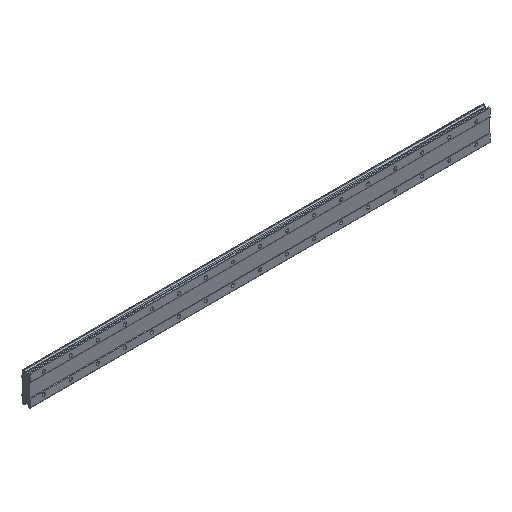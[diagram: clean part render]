
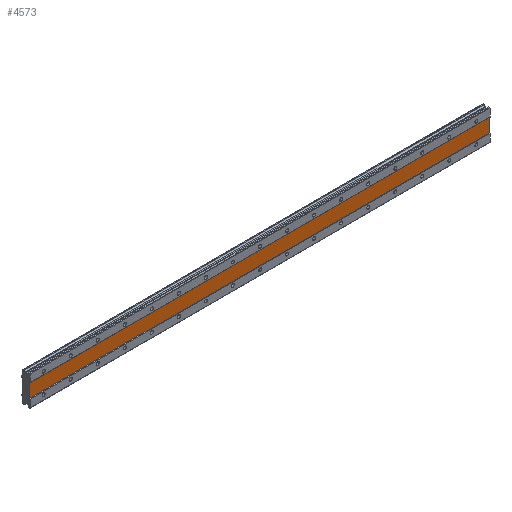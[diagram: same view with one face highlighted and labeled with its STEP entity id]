
A CAD part, isometric view. The second image highlights one B-rep face of the part: STEP entity #4573.
In plain terms, the highlighted planar face has unit normal (0, -1, 0).
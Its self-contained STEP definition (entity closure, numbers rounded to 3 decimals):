
#275 = CARTESIAN_POINT ( 'NONE',  ( -40., 1., -20. ) ) ;
#286 = VECTOR ( 'NONE', #3176, 1000. ) ;
#382 = CARTESIAN_POINT ( 'NONE',  ( -40., 1., 20. ) ) ;
#771 = CARTESIAN_POINT ( 'NONE',  ( -40., 1., 20. ) ) ;
#817 = LINE ( 'NONE', #1179, #5608 ) ;
#977 = DIRECTION ( 'NONE',  ( 0., 0., 1. ) ) ;
#997 = CARTESIAN_POINT ( 'NONE',  ( 1320., 1., -20. ) ) ;
#1072 = DIRECTION ( 'NONE',  ( 1., 0., 0. ) ) ;
#1179 = CARTESIAN_POINT ( 'NONE',  ( 1320., 1., 20. ) ) ;
#1339 = VECTOR ( 'NONE', #2995, 1000. ) ;
#1489 = FACE_OUTER_BOUND ( 'NONE', #2342, .T. ) ;
#1580 = DIRECTION ( 'NONE',  ( 0., 1., 0. ) ) ;
#1591 = VECTOR ( 'NONE', #1072, 1000. ) ;
#2156 = AXIS2_PLACEMENT_3D ( 'NONE', #6007, #1580, #977 ) ;
#2342 = EDGE_LOOP ( 'NONE', ( #3059, #5461, #3220, #3809 ) ) ;
#2630 = EDGE_CURVE ( 'NONE', #5853, #5231, #817, .T. ) ;
#2803 = CARTESIAN_POINT ( 'NONE',  ( 1320., 1., -20. ) ) ;
#2995 = DIRECTION ( 'NONE',  ( 0., 0., 1. ) ) ;
#3059 = ORIENTED_EDGE ( 'NONE', *, *, #5296, .F. ) ;
#3149 = LINE ( 'NONE', #4263, #1591 ) ;
#3176 = DIRECTION ( 'NONE',  ( -1., 0., 0. ) ) ;
#3220 = ORIENTED_EDGE ( 'NONE', *, *, #5872, .F. ) ;
#3414 = CARTESIAN_POINT ( 'NONE',  ( 1320., 1., 20. ) ) ;
#3809 = ORIENTED_EDGE ( 'NONE', *, *, #3993, .F. ) ;
#3993 = EDGE_CURVE ( 'NONE', #5313, #4741, #4874, .T. ) ;
#4263 = CARTESIAN_POINT ( 'NONE',  ( 1320., 1., 20. ) ) ;
#4573 = ADVANCED_FACE ( 'NONE', ( #1489 ), #5435, .F. ) ;
#4741 = VERTEX_POINT ( 'NONE', #771 ) ;
#4874 = LINE ( 'NONE', #382, #1339 ) ;
#5231 = VERTEX_POINT ( 'NONE', #997 ) ;
#5296 = EDGE_CURVE ( 'NONE', #5231, #5313, #5642, .T. ) ;
#5313 = VERTEX_POINT ( 'NONE', #275 ) ;
#5435 = PLANE ( 'NONE',  #2156 ) ;
#5461 = ORIENTED_EDGE ( 'NONE', *, *, #2630, .F. ) ;
#5608 = VECTOR ( 'NONE', #6230, 1000. ) ;
#5642 = LINE ( 'NONE', #2803, #286 ) ;
#5853 = VERTEX_POINT ( 'NONE', #3414 ) ;
#5872 = EDGE_CURVE ( 'NONE', #4741, #5853, #3149, .T. ) ;
#6007 = CARTESIAN_POINT ( 'NONE',  ( 1320., 1., 20. ) ) ;
#6230 = DIRECTION ( 'NONE',  ( 0., 0., -1. ) ) ;
